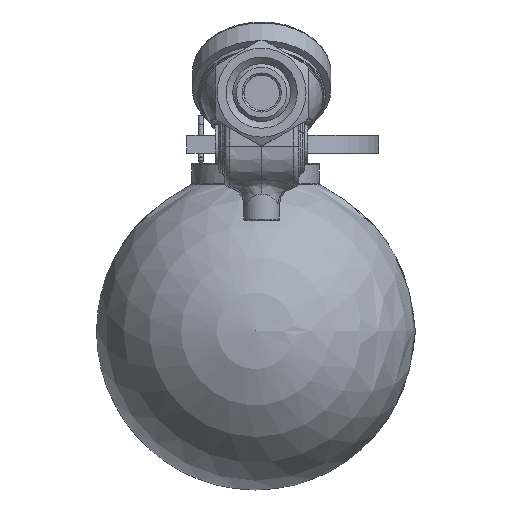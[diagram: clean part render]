
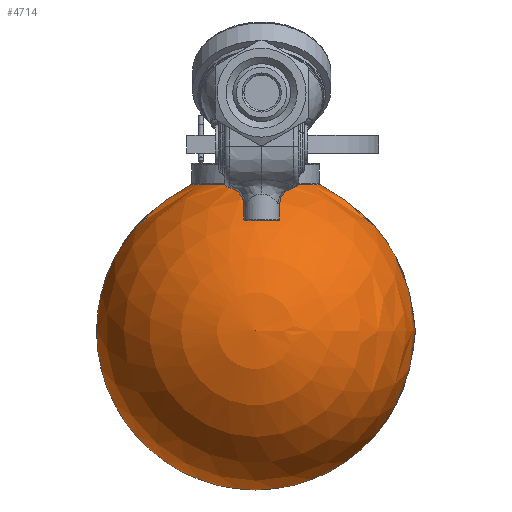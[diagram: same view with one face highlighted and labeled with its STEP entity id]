
A CAD part, top view. The second image highlights one B-rep face of the part: STEP entity #4714.
In plain terms, the highlighted spherical face has radius 45 mm.
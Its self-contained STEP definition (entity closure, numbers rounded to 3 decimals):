
#25=SPHERICAL_SURFACE('',#5173,45.);
#89=FACE_BOUND('',#1354,.T.);
#1042=FACE_OUTER_BOUND('',#1353,.T.);
#1353=EDGE_LOOP('',(#3825,#3826));
#1354=EDGE_LOOP('',(#3827));
#1649=CIRCLE('',#5172,18.297);
#1650=CIRCLE('',#5174,45.);
#2086=VERTEX_POINT('',#9487);
#2087=VERTEX_POINT('',#9491);
#2088=VERTEX_POINT('',#9492);
#2693=EDGE_CURVE('',#2086,#2086,#1649,.T.);
#2694=EDGE_CURVE('',#2087,#2088,#1650,.T.);
#3825=ORIENTED_EDGE('',*,*,#2694,.T.);
#3826=ORIENTED_EDGE('',*,*,#2694,.F.);
#3827=ORIENTED_EDGE('',*,*,#2693,.F.);
#4714=ADVANCED_FACE('',(#1042,#89),#25,.T.);
#5172=AXIS2_PLACEMENT_3D('',#9489,#6129,#6130);
#5173=AXIS2_PLACEMENT_3D('',#9490,#6131,#6132);
#5174=AXIS2_PLACEMENT_3D('',#9493,#6133,#6134);
#6129=DIRECTION('center_axis',(0.,1.,0.));
#6130=DIRECTION('ref_axis',(1.,0.,0.));
#6131=DIRECTION('center_axis',(0.,0.,
-1.));
#6132=DIRECTION('ref_axis',(-1.,0.,0.));
#6133=DIRECTION('center_axis',(0.,-1.,0.));
#6134=DIRECTION('ref_axis',(1.,0.,0.));
#9487=CARTESIAN_POINT('',(-1.75,-25.388,-312.153));
#9489=CARTESIAN_POINT('Origin',(-1.75,-25.388,-293.856));
#9490=CARTESIAN_POINT('Origin',(-1.75,-66.5,-293.856));
#9491=CARTESIAN_POINT('',(-1.75,-66.5,-338.856));
#9492=CARTESIAN_POINT('',(-1.75,-66.5,-248.856));
#9493=CARTESIAN_POINT('Origin',(-1.75,-66.5,-293.856));
